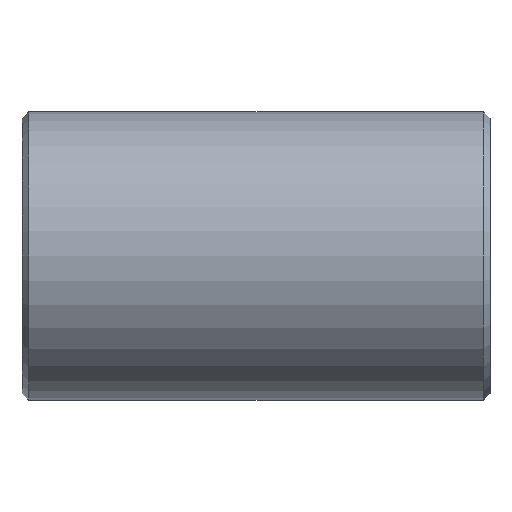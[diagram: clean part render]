
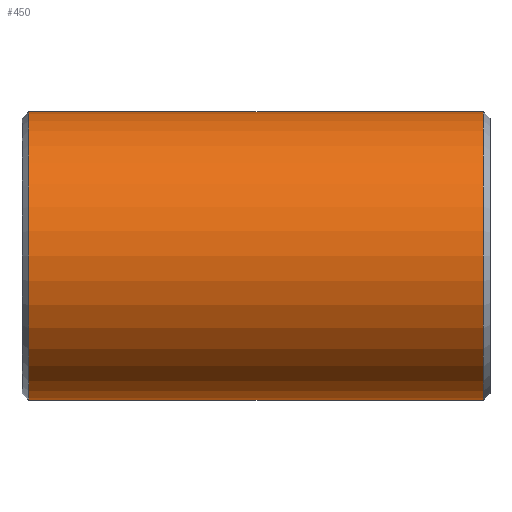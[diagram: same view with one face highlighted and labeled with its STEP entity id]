
A CAD part, front view. The second image highlights one B-rep face of the part: STEP entity #450.
In plain terms, the highlighted cylindrical face has radius 109.537 mm (diameter 219.075 mm), a partial arc.
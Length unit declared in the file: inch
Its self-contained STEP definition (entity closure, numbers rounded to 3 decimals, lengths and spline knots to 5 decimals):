
#1 = DIRECTION ( 'NONE',  ( -1., 0., 0. ) ) ;
#62 = ORIENTED_EDGE ( 'NONE', *, *, #567, .T. ) ;
#68 = CYLINDRICAL_SURFACE ( 'NONE', #374, 4.3125 ) ;
#76 = CARTESIAN_POINT ( 'NONE',  ( 6.802, 0., 0. ) ) ;
#85 = DIRECTION ( 'NONE',  ( 1., 0., 0. ) ) ;
#100 = ORIENTED_EDGE ( 'NONE', *, *, #617, .T. ) ;
#134 = VERTEX_POINT ( 'NONE', #219 ) ;
#143 = DIRECTION ( 'NONE',  ( 0., 0., 1. ) ) ;
#173 = VERTEX_POINT ( 'NONE', #640 ) ;
#219 = CARTESIAN_POINT ( 'NONE',  ( -6.802, 0., 4.3125 ) ) ;
#222 = CARTESIAN_POINT ( 'NONE',  ( 7., 0., 4.3125 ) ) ;
#237 = DIRECTION ( 'NONE',  ( -1., 0., 0. ) ) ;
#317 = CARTESIAN_POINT ( 'NONE',  ( 6.802, 0., -4.3125 ) ) ;
#331 = AXIS2_PLACEMENT_3D ( 'NONE', #775, #85, #143 ) ;
#348 = ORIENTED_EDGE ( 'NONE', *, *, #672, .F. ) ;
#358 = LINE ( 'NONE', #222, #628 ) ;
#374 = AXIS2_PLACEMENT_3D ( 'NONE', #492, #1, #578 ) ;
#377 = CARTESIAN_POINT ( 'NONE',  ( 7., 0., -4.3125 ) ) ;
#411 = VERTEX_POINT ( 'NONE', #317 ) ;
#425 = FACE_OUTER_BOUND ( 'NONE', #533, .T. ) ;
#450 = ADVANCED_FACE ( 'NONE', ( #425 ), #68, .T. ) ;
#459 = DIRECTION ( 'NONE',  ( -1., 0., 0. ) ) ;
#492 = CARTESIAN_POINT ( 'NONE',  ( 7., 0., 0. ) ) ;
#518 = DIRECTION ( 'NONE',  ( 0., 0., -1. ) ) ;
#533 = EDGE_LOOP ( 'NONE', ( #348, #633, #62, #100 ) ) ;
#567 = EDGE_CURVE ( 'NONE', #173, #134, #358, .T. ) ;
#578 = DIRECTION ( 'NONE',  ( 0., 0., 1. ) ) ;
#617 = EDGE_CURVE ( 'NONE', #134, #887, #772, .T. ) ;
#628 = VECTOR ( 'NONE', #713, 39.37008 ) ;
#633 = ORIENTED_EDGE ( 'NONE', *, *, #659, .T. ) ;
#640 = CARTESIAN_POINT ( 'NONE',  ( 6.802, 0., 4.3125 ) ) ;
#659 = EDGE_CURVE ( 'NONE', #411, #173, #846, .T. ) ;
#672 = EDGE_CURVE ( 'NONE', #411, #887, #741, .T. ) ;
#702 = AXIS2_PLACEMENT_3D ( 'NONE', #76, #237, #518 ) ;
#712 = CARTESIAN_POINT ( 'NONE',  ( -6.802, 0., -4.3125 ) ) ;
#713 = DIRECTION ( 'NONE',  ( -1., 0., 0. ) ) ;
#741 = LINE ( 'NONE', #377, #906 ) ;
#772 = CIRCLE ( 'NONE', #331, 4.3125 ) ;
#775 = CARTESIAN_POINT ( 'NONE',  ( -6.802, 0., 0. ) ) ;
#846 = CIRCLE ( 'NONE', #702, 4.3125 ) ;
#887 = VERTEX_POINT ( 'NONE', #712 ) ;
#906 = VECTOR ( 'NONE', #459, 39.37008 ) ;
